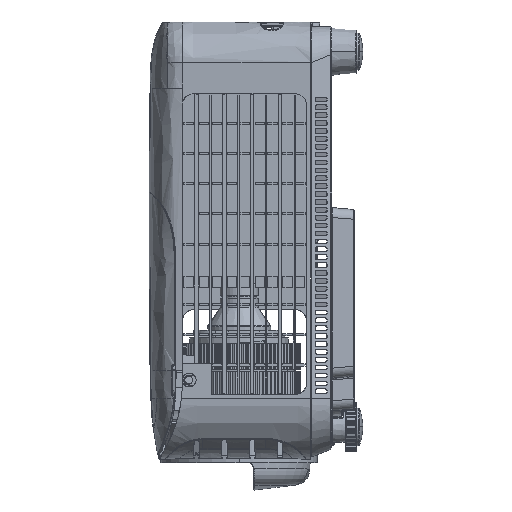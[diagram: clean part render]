
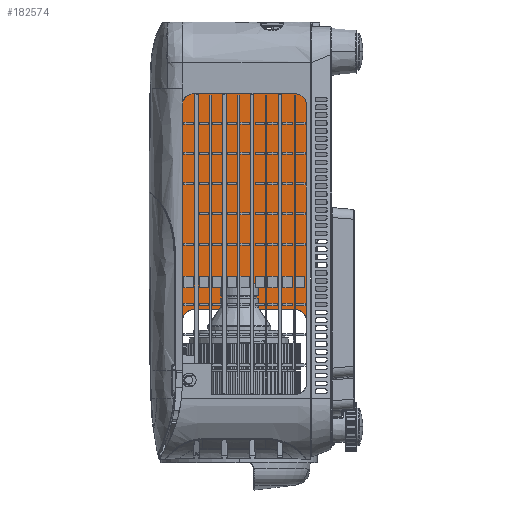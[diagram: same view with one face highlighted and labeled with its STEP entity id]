
A CAD part, left-side view. The second image highlights one B-rep face of the part: STEP entity #182574.
In plain terms, the highlighted planar face has unit normal (-1, 0, 0).
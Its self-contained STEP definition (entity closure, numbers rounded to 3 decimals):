
#170412=CARTESIAN_POINT('',(209.5,27.1,
88.47));
#170414=CARTESIAN_POINT('',(209.5,27.1,
88.47));
#170415=CARTESIAN_POINT('',(209.5,27.1,
75.401));
#170416=CARTESIAN_POINT('',(209.5,27.099,
49.292));
#170417=CARTESIAN_POINT('',(209.5,27.099,
10.208));
#170418=CARTESIAN_POINT('',(209.5,27.099,
-15.792));
#170419=CARTESIAN_POINT('',(209.5,27.099,
-28.78));
#172217=CARTESIAN_POINT('',(209.5,-37.736,
101.5));
#172219=DIRECTION('',(0.,1.,0.));
#172220=VECTOR('',#172219,64.835);
#172221=CARTESIAN_POINT('',(209.5,-37.736,
101.5));
#172222=LINE('',#172221,#172220);
#172223=CARTESIAN_POINT('',(209.5,27.1,
101.498));
#173136=CARTESIAN_POINT('',(209.5,-37.736,
-68.8));
#173138=DIRECTION('',(0.,0.,1.));
#173139=VECTOR('',#173138,170.3);
#173140=CARTESIAN_POINT('',(209.5,-37.736,
-68.8));
#173141=LINE('',#173140,#173139);
#173243=DIRECTION('',(0.,-1.,0.));
#173244=VECTOR('',#173243,2.1);
#173245=CARTESIAN_POINT('',(209.5,-35.636,
-68.8));
#173246=LINE('',#173245,#173244);
#174180=DIRECTION('',(0.,0.,-1.));
#174181=VECTOR('',#174180,39.4);
#174182=CARTESIAN_POINT('',(209.5,-35.636,
-29.4));
#174183=LINE('',#174182,#174181);
#174184=CARTESIAN_POINT('',(209.5,-35.636,
-68.8));
#174202=DIRECTION('',(0.,-1.,
0.));
#174203=VECTOR('',#174202,51.659);
#174204=CARTESIAN_POINT('',(209.5,21.58,
-23.844));
#174205=LINE('',#174204,#174203);
#174206=CARTESIAN_POINT('',(209.5,-35.636,
-29.4));
#174207=CARTESIAN_POINT('',(209.5,-35.624,
-29.077));
#174208=CARTESIAN_POINT('',(209.5,-35.568,
-28.47));
#174209=CARTESIAN_POINT('',(209.5,-35.383,
-27.694));
#174210=CARTESIAN_POINT('',(209.5,-35.119,
-27.));
#174211=CARTESIAN_POINT('',(209.5,-34.758,
-26.354));
#174212=CARTESIAN_POINT('',(209.5,-34.278,
-25.746));
#174213=CARTESIAN_POINT('',(209.5,-33.716,
-25.187));
#174214=CARTESIAN_POINT('',(209.5,-33.09,
-24.702));
#174215=CARTESIAN_POINT('',(209.5,-32.425,
-24.337));
#174216=CARTESIAN_POINT('',(209.5,-31.719,-24.074));
#174217=CARTESIAN_POINT('',(209.5,-30.952,-23.898));
#174218=CARTESIAN_POINT('',(209.5,-30.379,-23.851));
#174219=CARTESIAN_POINT('',(209.5,-30.079,-23.844));
#174221=CARTESIAN_POINT('',(209.5,21.58,
-23.844));
#174222=CARTESIAN_POINT('',(209.5,22.18,
-23.854));
#174223=CARTESIAN_POINT('',(209.5,23.293,
-24.035));
#174224=CARTESIAN_POINT('',(209.5,24.657,
-24.682));
#174225=CARTESIAN_POINT('',(209.5,25.841,
-25.745));
#174226=CARTESIAN_POINT('',(209.5,26.696,
-27.001));
#174227=CARTESIAN_POINT('',(209.5,27.019,
-28.143));
#174228=CARTESIAN_POINT('',(209.5,27.099,
-28.78));
#174237=CARTESIAN_POINT('',(209.5,27.1,
101.498));
#174238=CARTESIAN_POINT('',(209.5,27.1,
100.102));
#174239=CARTESIAN_POINT('',(209.5,27.1,
97.276));
#174240=CARTESIAN_POINT('',(209.5,27.1,
92.931));
#174241=CARTESIAN_POINT('',(209.5,27.1,
89.968));
#174242=CARTESIAN_POINT('',(209.5,27.1,
88.47));
#174792=VERTEX_POINT('',#170412);
#174793=VERTEX_POINT('',#170419);
#175006=VERTEX_POINT('',#172223);
#175008=VERTEX_POINT('',#172217);
#175052=VERTEX_POINT('',#174221);
#175135=VERTEX_POINT('',#173136);
#175147=VERTEX_POINT('',#174184);
#175221=CARTESIAN_POINT('',(209.5,-35.636,
-29.4));
#175222=VERTEX_POINT('',#175221);
#175223=CARTESIAN_POINT('',(209.5,-30.079,-23.844));
#175224=VERTEX_POINT('',#175223);
#182557=CARTESIAN_POINT('',(209.5,-56.,-68.8));
#182558=DIRECTION('',(-1.,0.,0.));
#182559=DIRECTION('',(0.,0.,1.));
#182560=AXIS2_PLACEMENT_3D('',#182557,#182558,#182559);
#182561=PLANE('',#182560);
#182562=ORIENTED_EDGE('',*,*,#176470,.F.);
#182564=ORIENTED_EDGE('',*,*,#182563,.F.);
#182565=ORIENTED_EDGE('',*,*,#179577,.F.);
#182566=ORIENTED_EDGE('',*,*,#180412,.F.);
#182567=ORIENTED_EDGE('',*,*,#180466,.F.);
#182568=ORIENTED_EDGE('',*,*,#182508,.F.);
#182569=ORIENTED_EDGE('',*,*,#182538,.T.);
#182570=ORIENTED_EDGE('',*,*,#182551,.F.);
#182571=ORIENTED_EDGE('',*,*,#179908,.T.);
#182572=EDGE_LOOP('',(#182562,#182564,#182565,#182566,#182567,#182568,#182569,
#182570,#182571));
#182573=FACE_OUTER_BOUND('',#182572,.F.);
#170420=B_SPLINE_CURVE_WITH_KNOTS('',3,(#170414,#170415,#170416,#170417,#170418,
#170419),.UNSPECIFIED.,.F.,.F.,(4,1,1,4),(0.,0.333,
0.667,1.),.UNSPECIFIED.);
#174220=B_SPLINE_CURVE_WITH_KNOTS('',3,(#174206,#174207,#174208,#174209,#174210,
#174211,#174212,#174213,#174214,#174215,#174216,#174217,#174218,#174219),
.UNSPECIFIED.,.F.,.F.,(4,1,1,1,1,1,1,1,1,1,1,4),(0.,0.091,
0.182,0.273,0.364,0.455,
0.545,0.636,0.727,0.818,
0.909,1.),.UNSPECIFIED.);
#174229=B_SPLINE_CURVE_WITH_KNOTS('',3,(#174221,#174222,#174223,#174224,#174225,
#174226,#174227,#174228),.UNSPECIFIED.,.F.,.F.,(4,1,1,1,1,4),(0.,0.2,0.4,
0.6,0.8,1.),.UNSPECIFIED.);
#174243=B_SPLINE_CURVE_WITH_KNOTS('',3,(#174237,#174238,#174239,#174240,#174241,
#174242),.UNSPECIFIED.,.F.,.F.,(4,1,1,4),(0.,0.333,
0.667,1.),.UNSPECIFIED.);
#176470=EDGE_CURVE('',#174792,#174793,#170420,.T.);
#179577=EDGE_CURVE('',#175008,#175006,#172222,.T.);
#179908=EDGE_CURVE('',#175052,#174793,#174229,.T.);
#180412=EDGE_CURVE('',#175135,#175008,#173141,.T.);
#180466=EDGE_CURVE('',#175147,#175135,#173246,.T.);
#182508=EDGE_CURVE('',#175222,#175147,#174183,.T.);
#182538=EDGE_CURVE('',#175222,#175224,#174220,.T.);
#182551=EDGE_CURVE('',#175052,#175224,#174205,.T.);
#182563=EDGE_CURVE('',#175006,#174792,#174243,.T.);
#182574=ADVANCED_FACE('',(#182573),#182561,.T.);
